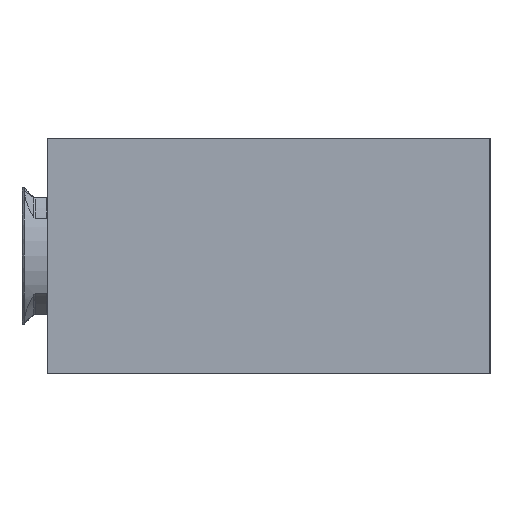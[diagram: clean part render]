
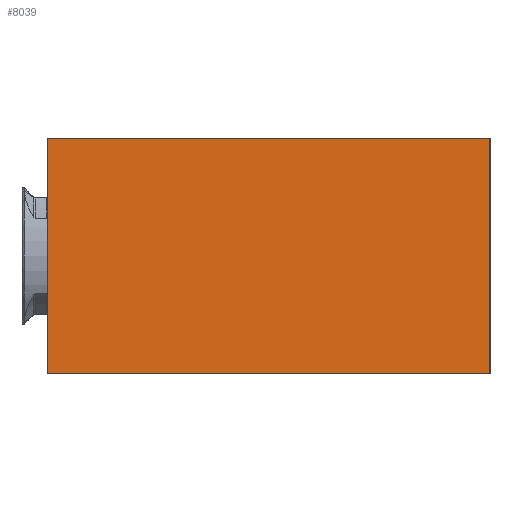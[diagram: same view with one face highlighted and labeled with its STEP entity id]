
A CAD part, left-side view. The second image highlights one B-rep face of the part: STEP entity #8039.
In plain terms, the highlighted planar face has unit normal (-1, 0, 0).
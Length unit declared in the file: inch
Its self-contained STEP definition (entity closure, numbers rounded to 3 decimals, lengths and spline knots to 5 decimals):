
#44 = ORIENTED_EDGE ( 'NONE', *, *, #10942, .F. ) ;
#639 = LINE ( 'NONE', #11582, #7220 ) ;
#1108 = VERTEX_POINT ( 'NONE', #11450 ) ;
#1530 = DIRECTION ( 'NONE',  ( 1., 0., 0. ) ) ;
#1683 = EDGE_LOOP ( 'NONE', ( #5158, #44, #3367, #12422 ) ) ;
#2063 = DIRECTION ( 'NONE',  ( 0., 0., -1. ) ) ;
#2514 = CARTESIAN_POINT ( 'NONE',  ( -4., 1.875, 0.5 ) ) ;
#3367 = ORIENTED_EDGE ( 'NONE', *, *, #13864, .F. ) ;
#3374 = AXIS2_PLACEMENT_3D ( 'NONE', #14738, #1530, #10773 ) ;
#3875 = DIRECTION ( 'NONE',  ( 0., -1., 0. ) ) ;
#4104 = PLANE ( 'NONE',  #3374 ) ;
#5149 = DIRECTION ( 'NONE',  ( 0., -1., 0. ) ) ;
#5158 = ORIENTED_EDGE ( 'NONE', *, *, #5361, .T. ) ;
#5361 = EDGE_CURVE ( 'NONE', #1108, #5761, #8379, .T. ) ;
#5761 = VERTEX_POINT ( 'NONE', #13446 ) ;
#6385 = CARTESIAN_POINT ( 'NONE',  ( -4., 1.875, -0.5 ) ) ;
#6590 = LINE ( 'NONE', #9973, #16778 ) ;
#6735 = LINE ( 'NONE', #2514, #9840 ) ;
#7220 = VECTOR ( 'NONE', #10237, 39.37008 ) ;
#8039 = ADVANCED_FACE ( 'NONE', ( #15966 ), #4104, .F. ) ;
#8379 = LINE ( 'NONE', #6385, #15493 ) ;
#8562 = VERTEX_POINT ( 'NONE', #9411 ) ;
#9411 = CARTESIAN_POINT ( 'NONE',  ( -4., 1.875, 0.5 ) ) ;
#9840 = VECTOR ( 'NONE', #3875, 39.37008 ) ;
#9973 = CARTESIAN_POINT ( 'NONE',  ( -4., 0., 0.5 ) ) ;
#10237 = DIRECTION ( 'NONE',  ( 0., 0., -1. ) ) ;
#10495 = EDGE_CURVE ( 'NONE', #8562, #1108, #639, .T. ) ;
#10773 = DIRECTION ( 'NONE',  ( 0., 1., 0. ) ) ;
#10942 = EDGE_CURVE ( 'NONE', #11303, #5761, #6590, .T. ) ;
#11303 = VERTEX_POINT ( 'NONE', #12907 ) ;
#11450 = CARTESIAN_POINT ( 'NONE',  ( -4., 1.875, -0.5 ) ) ;
#11582 = CARTESIAN_POINT ( 'NONE',  ( -4., 1.875, 0.5 ) ) ;
#12422 = ORIENTED_EDGE ( 'NONE', *, *, #10495, .T. ) ;
#12907 = CARTESIAN_POINT ( 'NONE',  ( -4., 0., 0.5 ) ) ;
#13446 = CARTESIAN_POINT ( 'NONE',  ( -4., 0., -0.5 ) ) ;
#13864 = EDGE_CURVE ( 'NONE', #8562, #11303, #6735, .T. ) ;
#14738 = CARTESIAN_POINT ( 'NONE',  ( -4., 1.875, 0.5 ) ) ;
#15493 = VECTOR ( 'NONE', #5149, 39.37008 ) ;
#15966 = FACE_OUTER_BOUND ( 'NONE', #1683, .T. ) ;
#16778 = VECTOR ( 'NONE', #2063, 39.37008 ) ;
